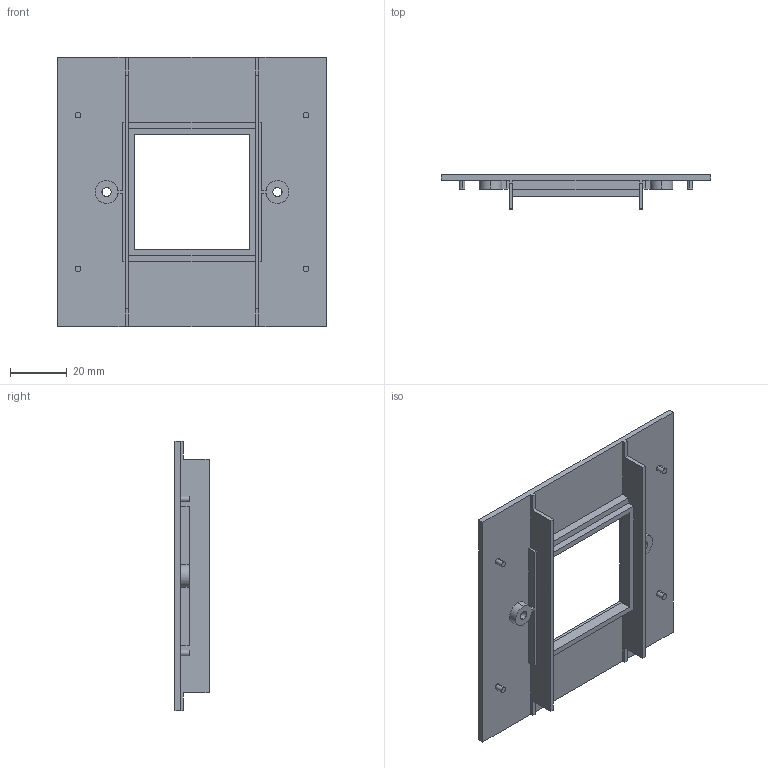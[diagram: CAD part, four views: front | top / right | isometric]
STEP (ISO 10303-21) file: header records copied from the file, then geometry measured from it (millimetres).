
FILE_DESCRIPTION(/* description */ (''),/* implementation_level */ '2;1');
FILE_NAME(/* name */ '6109840',/* time_stamp */ '2016-04-13T15:45:36+02:00',/* author */ (''),/* organization */ (''),/* preprocessor_version */ 'ST-DEVELOPER v15',/* originating_system */ '',/* authorisation */ '');
FILE_SCHEMA (('CONFIG_CONTROL_DESIGN'));
Length unit declared in the file: millimetre
Products named in the file (1): Document
Bounding box: 94.5 x 12 x 94.5 mm (x, y, z)
Volume: 18169.8 mm3; surface area: 20331.8 mm2
Topology: 1 solids, 1 shells, 82 faces, 219 edges, 146 vertices
Faces by surface type: plane 59, bspline 23
Entity records: 2636 total; most frequent: CARTESIAN_POINT 1123, ORIENTED_EDGE 438, EDGE_CURVE 219, B_SPLINE_CURVE_WITH_KNOTS 169, VERTEX_POINT 146, EDGE_LOOP 95, ADVANCED_FACE 82, FACE_OUTER_BOUND 82
